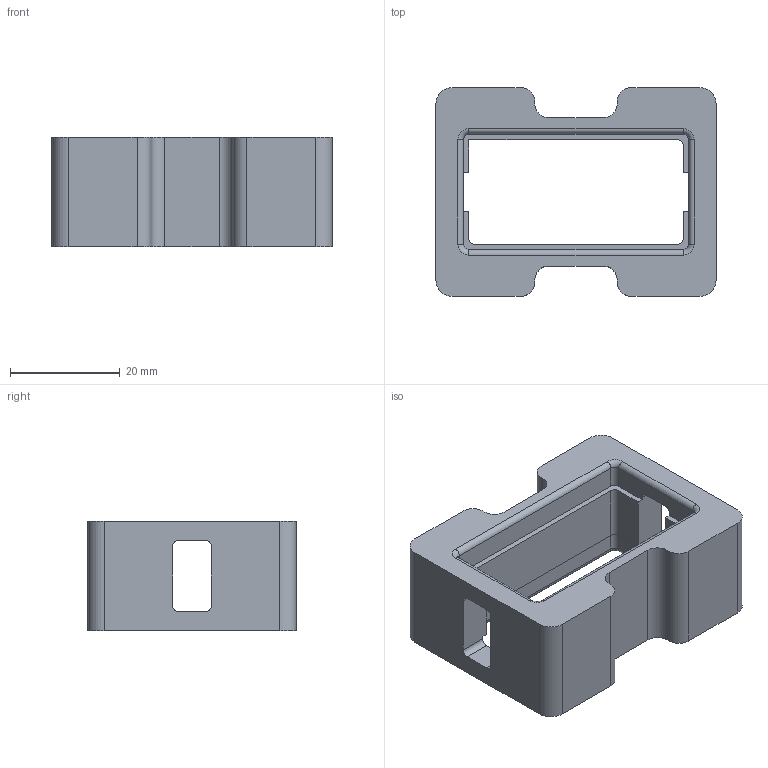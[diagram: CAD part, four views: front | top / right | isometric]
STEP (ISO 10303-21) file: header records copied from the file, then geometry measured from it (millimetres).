
FILE_DESCRIPTION (( 'STEP AP203' ), '1' );
FILE_NAME ('b2_power_t42.STEP', '2015-02-27T21:53:50', ( '' ), ( '' ), 'SwSTEP 2.0', 'SolidWorks 2013', '' );
FILE_SCHEMA (( 'CONFIG_CONTROL_DESIGN' ));
Length unit declared in the file: millimetre
Products named in the file (1): b2_power_t42
Bounding box: 51 x 38 x 20 mm (x, y, z)
Volume: 18206 mm3; surface area: 8075.3 mm2
Topology: 1 solids, 1 shells, 87 faces, 245 edges, 158 vertices
Faces by surface type: plane 40, cylinder 39, torus 8
Entity records: 2906 total; most frequent: DIRECTION 507, CARTESIAN_POINT 491, ORIENTED_EDGE 490, EDGE_CURVE 245, AXIS2_PLACEMENT_3D 174, LINE 159, VECTOR 159, VERTEX_POINT 158
